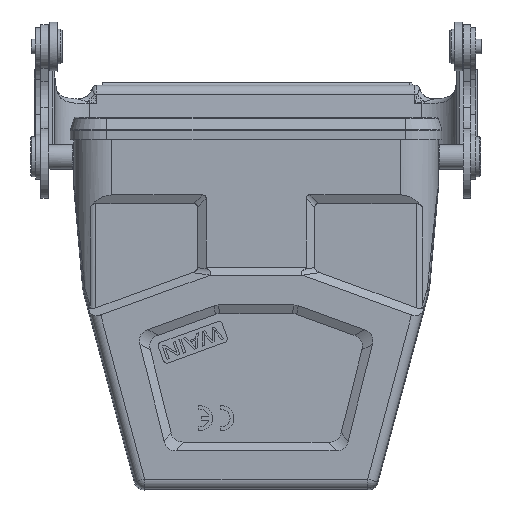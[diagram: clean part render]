
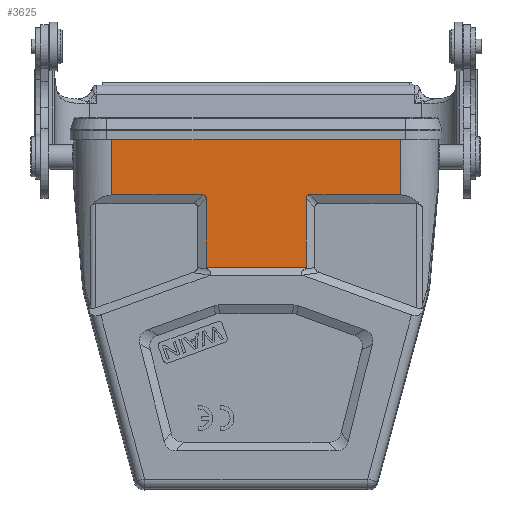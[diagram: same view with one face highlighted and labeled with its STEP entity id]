
A CAD part, front view. The second image highlights one B-rep face of the part: STEP entity #3625.
In plain terms, the highlighted planar face has unit normal (0, -1, 0).
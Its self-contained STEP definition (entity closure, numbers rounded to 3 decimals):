
#2284=FACE_OUTER_BOUND('',#6121,.T.);
#3625=ADVANCED_FACE('',(#2284),#4655,.F.);
#4655=PLANE('',#25982);
#4944=ELLIPSE('',#25267,3.969,1.5);
#4948=ELLIPSE('',#25274,3.969,1.5);
#6121=EDGE_LOOP('',(#14155,#14156,#14157,#14158,#14159,#14160,#14161,#14162,
#14163,#14164));
#7365=LINE('',#37290,#9271);
#7370=LINE('',#37308,#9276);
#7373=LINE('',#37315,#9279);
#7376=LINE('',#37329,#9282);
#7381=LINE('',#37343,#9287);
#8011=LINE('',#40839,#9917);
#8012=LINE('',#40842,#9918);
#8013=LINE('',#40844,#9919);
#9271=VECTOR('',#28898,1.);
#9276=VECTOR('',#28915,1.);
#9279=VECTOR('',#28920,1.);
#9282=VECTOR('',#28935,1.);
#9287=VECTOR('',#28948,1.);
#9917=VECTOR('',#30976,1.);
#9918=VECTOR('',#30981,1.);
#9919=VECTOR('',#30982,1.);
#14155=ORIENTED_EDGE('',*,*,#21984,.F.);
#14156=ORIENTED_EDGE('',*,*,#20939,.F.);
#14157=ORIENTED_EDGE('',*,*,#20944,.F.);
#14158=ORIENTED_EDGE('',*,*,#20946,.F.);
#14159=ORIENTED_EDGE('',*,*,#20953,.T.);
#14160=ORIENTED_EDGE('',*,*,#20936,.F.);
#14161=ORIENTED_EDGE('',*,*,#20932,.F.);
#14162=ORIENTED_EDGE('',*,*,#20927,.F.);
#14163=ORIENTED_EDGE('',*,*,#21982,.F.);
#14164=ORIENTED_EDGE('',*,*,#21985,.T.);
#18362=VERTEX_POINT('',#37291);
#18363=VERTEX_POINT('',#37292);
#18367=VERTEX_POINT('',#37302);
#18369=VERTEX_POINT('',#37309);
#18370=VERTEX_POINT('',#37313);
#18372=VERTEX_POINT('',#37316);
#18375=VERTEX_POINT('',#37324);
#18377=VERTEX_POINT('',#37330);
#19025=VERTEX_POINT('',#40838);
#19026=VERTEX_POINT('',#40843);
#20927=EDGE_CURVE('',#18362,#18363,#7365,.T.);
#20932=EDGE_CURVE('',#18363,#18367,#4944,.T.);
#20936=EDGE_CURVE('',#18367,#18369,#7370,.T.);
#20939=EDGE_CURVE('',#18370,#18372,#7373,.T.);
#20944=EDGE_CURVE('',#18375,#18370,#4948,.T.);
#20946=EDGE_CURVE('',#18377,#18375,#7376,.T.);
#20953=EDGE_CURVE('',#18377,#18369,#7381,.T.);
#21982=EDGE_CURVE('',#19025,#18362,#8011,.T.);
#21984=EDGE_CURVE('',#18372,#19026,#8012,.T.);
#21985=EDGE_CURVE('',#19025,#19026,#8013,.T.);
#25267=AXIS2_PLACEMENT_3D('',#37301,#28907,#28908);
#25274=AXIS2_PLACEMENT_3D('',#37326,#28929,#28930);
#25982=AXIS2_PLACEMENT_3D('',#40845,#30983,#30984);
#28898=DIRECTION('',(-1.,0.,0.));
#28907=DIRECTION('',(0.,-1.,0.));
#28908=DIRECTION('',(-0.707,0.,0.707));
#28915=DIRECTION('',(0.,0.,-1.));
#28920=DIRECTION('',(-1.,0.,0.));
#28929=DIRECTION('',(0.,-1.,0.));
#28930=DIRECTION('',(0.707,0.,0.707));
#28935=DIRECTION('',(0.,0.,1.));
#28948=DIRECTION('',(1.,0.,0.));
#30976=DIRECTION('',(0.,0.,-1.));
#30981=DIRECTION('',(0.,0.,1.));
#30982=DIRECTION('',(-1.,0.,0.));
#30983=DIRECTION('',(0.,1.,0.));
#30984=DIRECTION('',(-1.,0.,0.));
#37290=CARTESIAN_POINT('',(-23.953,-21.5,-13.));
#37291=CARTESIAN_POINT('',(28.878,-21.5,-13.));
#37292=CARTESIAN_POINT('',(10.75,-21.5,-13.));
#37301=CARTESIAN_POINT('',(13.,-21.5,-16.));
#37302=CARTESIAN_POINT('',(10.,-21.5,-13.75));
#37308=CARTESIAN_POINT('',(10.,-21.5,-21.094));
#37309=CARTESIAN_POINT('',(10.,-21.5,-27.456));
#37313=CARTESIAN_POINT('',(-10.75,-21.5,-13.));
#37315=CARTESIAN_POINT('',(-23.953,-21.5,-13.));
#37316=CARTESIAN_POINT('',(-28.878,-21.5,-13.));
#37324=CARTESIAN_POINT('',(-10.,-21.5,-13.75));
#37326=CARTESIAN_POINT('',(-13.,-21.5,-16.));
#37329=CARTESIAN_POINT('',(-10.,-21.5,-21.094));
#37330=CARTESIAN_POINT('',(-10.,-21.5,-27.456));
#37343=CARTESIAN_POINT('',(0.,-21.5,-27.456));
#40838=CARTESIAN_POINT('',(28.878,-21.5,-2.));
#40839=CARTESIAN_POINT('',(28.878,-21.5,0.));
#40842=CARTESIAN_POINT('',(-28.878,-21.5,-11.));
#40843=CARTESIAN_POINT('',(-28.878,-21.5,-2.));
#40844=CARTESIAN_POINT('',(0.,-21.5,-2.));
#40845=CARTESIAN_POINT('',(0.,-21.5,0.));
